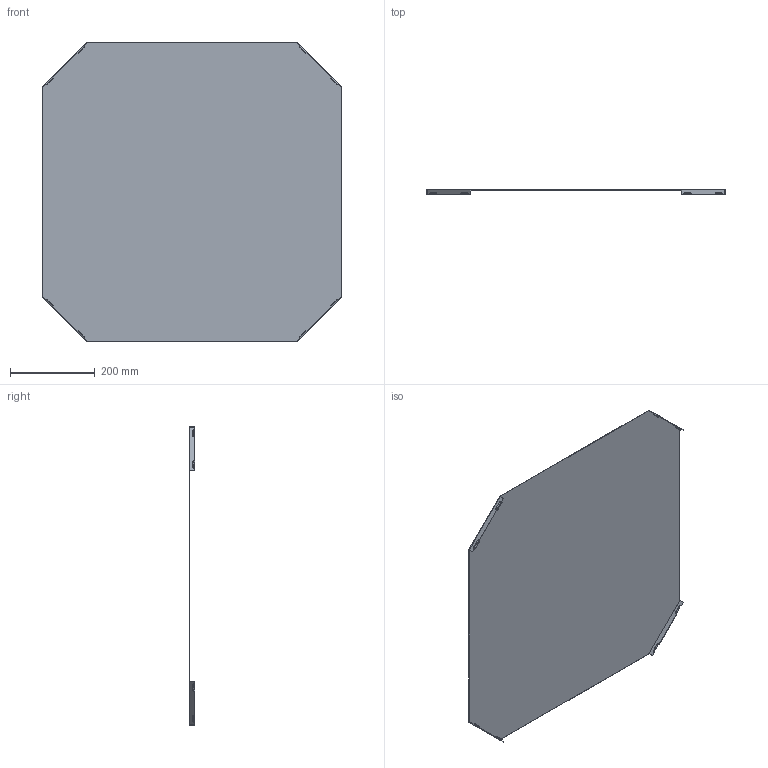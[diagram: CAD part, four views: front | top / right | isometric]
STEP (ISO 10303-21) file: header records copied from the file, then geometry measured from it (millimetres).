
FILE_DESCRIPTION(/* description */ (''),/* implementation_level */ '2;1');
FILE_NAME(/* name */ 'KXDplus - 500.ipt.stp',/* time_stamp */ '2023-05-25T16:59:50+03:00',/* author */ ('Manager3'),/* organization */ (''),/* preprocessor_version */ 'ST-DEVELOPER v19.2',/* originating_system */ 'Autodesk Inventor 2023',/* authorisation */ '');
FILE_SCHEMA (('AUTOMOTIVE_DESIGN { 1 0 10303 214 3 1 1 }'));
Length unit declared in the file: millimetre
Products named in the file (1): Крышка Х-разветвителя 
500 "ПЛЮС"
Bounding box: 706.48 x 12.5 x 706.48 mm (x, y, z)
Volume: 483404.7 mm3; surface area: 968979.5 mm2
Topology: 1 solids, 1 shells, 98 faces, 296 edges, 200 vertices
Faces by surface type: plane 58, cone 32, bspline 8
Entity records: 3794 total; most frequent: CARTESIAN_POINT 999, ORIENTED_EDGE 592, DIRECTION 510, EDGE_CURVE 296, LINE 200, VECTOR 200, VERTEX_POINT 200, AXIS2_PLACEMENT_3D 155
